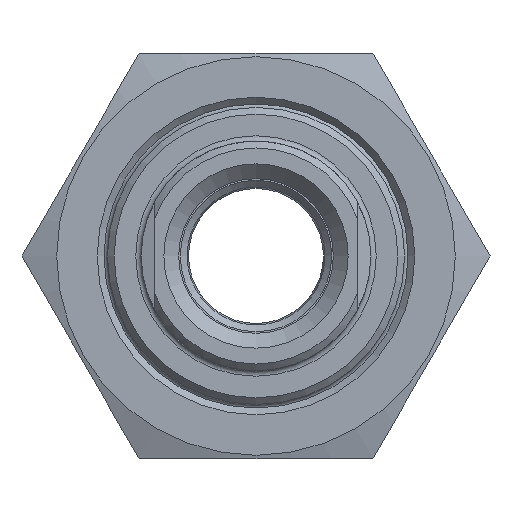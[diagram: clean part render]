
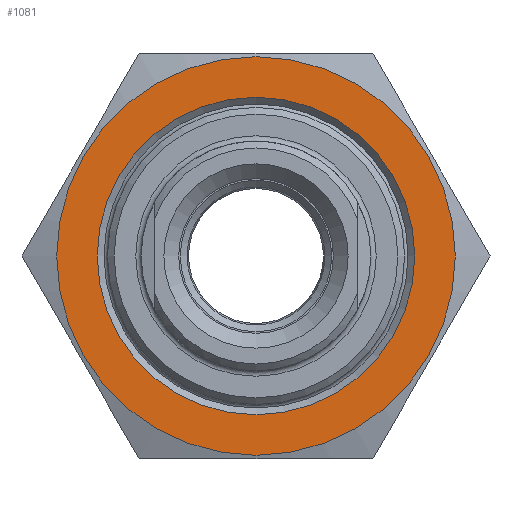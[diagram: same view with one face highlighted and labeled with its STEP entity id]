
A CAD part, left-side view. The second image highlights one B-rep face of the part: STEP entity #1081.
In plain terms, the highlighted planar face has unit normal (-1, 0, 0).
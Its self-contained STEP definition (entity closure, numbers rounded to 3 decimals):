
#74=FACE_BOUND('',#205,.T.);
#90=PLANE('',#1232);
#134=FACE_OUTER_BOUND('',#204,.T.);
#204=EDGE_LOOP('',(#776));
#205=EDGE_LOOP('',(#777));
#378=CIRCLE('',#1222,14.75);
#379=CIRCLE('',#1227,11.75);
#474=VERTEX_POINT('',#1825);
#475=VERTEX_POINT('',#1836);
#584=EDGE_CURVE('',#474,#474,#378,.T.);
#589=EDGE_CURVE('',#475,#475,#379,.T.);
#776=ORIENTED_EDGE('',*,*,#584,.T.);
#777=ORIENTED_EDGE('',*,*,#589,.F.);
#1081=ADVANCED_FACE('',(#134,#74),#90,.F.);
#1222=AXIS2_PLACEMENT_3D('',#1827,#1404,#1405);
#1227=AXIS2_PLACEMENT_3D('',#1837,#1418,#1419);
#1232=AXIS2_PLACEMENT_3D('',#1847,#1430,#1431);
#1404=DIRECTION('center_axis',(-1.,0.,0.));
#1405=DIRECTION('ref_axis',(0.,1.,0.));
#1418=DIRECTION('center_axis',(-1.,0.,0.));
#1419=DIRECTION('ref_axis',(0.,-1.,0.));
#1430=DIRECTION('center_axis',(1.,0.,0.));
#1431=DIRECTION('ref_axis',(0.,0.,-1.));
#1825=CARTESIAN_POINT('',(-15.,-14.75,0.));
#1827=CARTESIAN_POINT('Origin',(-15.,0.,0.));
#1836=CARTESIAN_POINT('',(-15.,11.75,0.));
#1837=CARTESIAN_POINT('Origin',(-15.,0.,0.));
#1847=CARTESIAN_POINT('Origin',(-15.,0.,0.));
